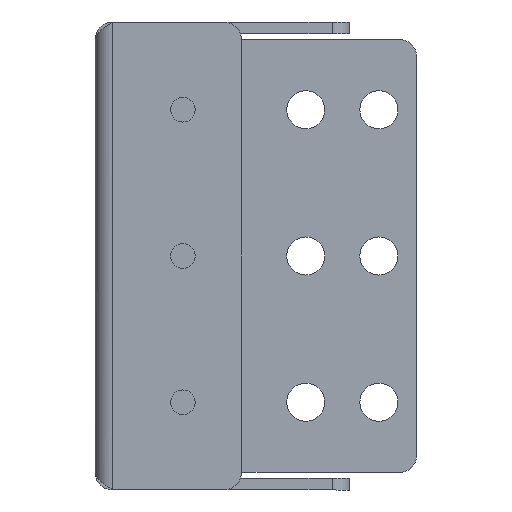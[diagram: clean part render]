
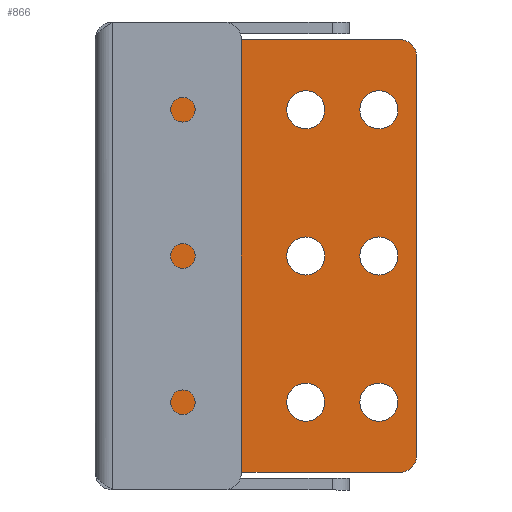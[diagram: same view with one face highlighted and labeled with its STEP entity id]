
A CAD part, left-side view. The second image highlights one B-rep face of the part: STEP entity #866.
In plain terms, the highlighted planar face has unit normal (-1, 0, 0).
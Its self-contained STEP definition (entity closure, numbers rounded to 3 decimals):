
#21 = VERTEX_POINT ( 'NONE', #1655 ) ;
#25 = CARTESIAN_POINT ( 'NONE',  ( 48., -52., 34. ) ) ;
#142 = CARTESIAN_POINT ( 'NONE',  ( 48., -36., -25. ) ) ;
#146 = DIRECTION ( 'NONE',  ( 0., 1., 0. ) ) ;
#177 = DIRECTION ( 'NONE',  ( -1., 0., 0. ) ) ;
#202 = LINE ( 'NONE', #2628, #1788 ) ;
#232 = ORIENTED_EDGE ( 'NONE', *, *, #2055, .F. ) ;
#246 = DIRECTION ( 'NONE',  ( -1., 0., 0. ) ) ;
#309 = EDGE_CURVE ( 'NONE', #1065, #1065, #1446, .T. ) ;
#317 = ORIENTED_EDGE ( 'NONE', *, *, #2138, .T. ) ;
#324 = EDGE_CURVE ( 'NONE', #592, #592, #2598, .T. ) ;
#347 = EDGE_LOOP ( 'NONE', ( #317, #2323, #2319, #1027, #1369, #853 ) ) ;
#360 = DIRECTION ( 'NONE',  ( 0., -1., 0. ) ) ;
#519 = EDGE_CURVE ( 'NONE', #2957, #2957, #1054, .T. ) ;
#592 = VERTEX_POINT ( 'NONE', #2708 ) ;
#595 = AXIS2_PLACEMENT_3D ( 'NONE', #25, #2633, #1465 ) ;
#598 = VERTEX_POINT ( 'NONE', #2529 ) ;
#615 = EDGE_CURVE ( 'NONE', #2970, #2970, #1602, .T. ) ;
#627 = CARTESIAN_POINT ( 'NONE',  ( 48., -36., 0. ) ) ;
#690 = EDGE_LOOP ( 'NONE', ( #1102 ) ) ;
#739 = DIRECTION ( 'NONE',  ( 0., 1., 0. ) ) ;
#799 = AXIS2_PLACEMENT_3D ( 'NONE', #2278, #1355, #2541 ) ;
#803 = EDGE_LOOP ( 'NONE', ( #1878 ) ) ;
#842 = CARTESIAN_POINT ( 'NONE',  ( 48., -51.75, 0. ) ) ;
#853 = ORIENTED_EDGE ( 'NONE', *, *, #1149, .F. ) ;
#866 = ADVANCED_FACE ( 'NONE', ( #2107, #1659, #1896, #1189, #2870, #3057, #2152 ), #1209, .F. ) ;
#898 = AXIS2_PLACEMENT_3D ( 'NONE', #914, #1864, #739 ) ;
#914 = CARTESIAN_POINT ( 'NONE',  ( 48., 0., 0. ) ) ;
#936 = EDGE_CURVE ( 'NONE', #598, #21, #2563, .T. ) ;
#958 = EDGE_LOOP ( 'NONE', ( #2540 ) ) ;
#981 = DIRECTION ( 'NONE',  ( 0., -1., 0. ) ) ;
#995 = VECTOR ( 'NONE', #2324, 1000. ) ;
#996 = CIRCLE ( 'NONE', #2793, 3. ) ;
#1027 = ORIENTED_EDGE ( 'NONE', *, *, #2662, .T. ) ;
#1030 = VERTEX_POINT ( 'NONE', #1747 ) ;
#1039 = ORIENTED_EDGE ( 'NONE', *, *, #519, .F. ) ;
#1049 = CIRCLE ( 'NONE', #1194, 3.25 ) ;
#1054 = CIRCLE ( 'NONE', #1746, 3.25 ) ;
#1065 = VERTEX_POINT ( 'NONE', #842 ) ;
#1097 = CARTESIAN_POINT ( 'NONE',  ( 48., -48.5, 0. ) ) ;
#1102 = ORIENTED_EDGE ( 'NONE', *, *, #615, .F. ) ;
#1148 = AXIS2_PLACEMENT_3D ( 'NONE', #1097, #2003, #2958 ) ;
#1149 = EDGE_CURVE ( 'NONE', #2465, #1835, #1304, .T. ) ;
#1161 = DIRECTION ( 'NONE',  ( -1., 0., 0. ) ) ;
#1189 = FACE_BOUND ( 'NONE', #803, .T. ) ;
#1194 = AXIS2_PLACEMENT_3D ( 'NONE', #2179, #2148, #1638 ) ;
#1209 = PLANE ( 'NONE',  #898 ) ;
#1247 = CARTESIAN_POINT ( 'NONE',  ( 48., -3., -37. ) ) ;
#1296 = CARTESIAN_POINT ( 'NONE',  ( 48., -51.75, -25. ) ) ;
#1304 = LINE ( 'NONE', #1247, #1452 ) ;
#1355 = DIRECTION ( 'NONE',  ( -1., 0., 0. ) ) ;
#1369 = ORIENTED_EDGE ( 'NONE', *, *, #2472, .T. ) ;
#1392 = CIRCLE ( 'NONE', #2547, 3.25 ) ;
#1436 = DIRECTION ( 'NONE',  ( 0., 1., 0. ) ) ;
#1446 = CIRCLE ( 'NONE', #1148, 3.25 ) ;
#1452 = VECTOR ( 'NONE', #2260, 1000. ) ;
#1465 = DIRECTION ( 'NONE',  ( 0., 1., 0. ) ) ;
#1602 = CIRCLE ( 'NONE', #799, 3.25 ) ;
#1638 = DIRECTION ( 'NONE',  ( 0., -1., 0. ) ) ;
#1655 = CARTESIAN_POINT ( 'NONE',  ( 48., -55., -34. ) ) ;
#1656 = DIRECTION ( 'NONE',  ( 0., -1., 0. ) ) ;
#1659 = FACE_BOUND ( 'NONE', #690, .T. ) ;
#1737 = ORIENTED_EDGE ( 'NONE', *, *, #309, .F. ) ;
#1746 = AXIS2_PLACEMENT_3D ( 'NONE', #1920, #246, #981 ) ;
#1747 = CARTESIAN_POINT ( 'NONE',  ( 48., -39.25, 0. ) ) ;
#1776 = CARTESIAN_POINT ( 'NONE',  ( 48., -39.25, 25. ) ) ;
#1777 = DIRECTION ( 'NONE',  ( -1., 0., 0. ) ) ;
#1788 = VECTOR ( 'NONE', #1436, 1000. ) ;
#1835 = VERTEX_POINT ( 'NONE', #2969 ) ;
#1836 = CARTESIAN_POINT ( 'NONE',  ( 48., -55., 37. ) ) ;
#1864 = DIRECTION ( 'NONE',  ( 1., 0., 0. ) ) ;
#1873 = CARTESIAN_POINT ( 'NONE',  ( 48., -52., -37. ) ) ;
#1878 = ORIENTED_EDGE ( 'NONE', *, *, #2832, .F. ) ;
#1896 = FACE_OUTER_BOUND ( 'NONE', #347, .T. ) ;
#1920 = CARTESIAN_POINT ( 'NONE',  ( 48., -48.5, -25. ) ) ;
#1978 = VERTEX_POINT ( 'NONE', #3089 ) ;
#2003 = DIRECTION ( 'NONE',  ( -1., 0., 0. ) ) ;
#2055 = EDGE_CURVE ( 'NONE', #2487, #2487, #1049, .T. ) ;
#2107 = FACE_BOUND ( 'NONE', #2728, .T. ) ;
#2138 = EDGE_CURVE ( 'NONE', #2465, #2477, #2414, .T. ) ;
#2148 = DIRECTION ( 'NONE',  ( -1., 0., 0. ) ) ;
#2152 = FACE_BOUND ( 'NONE', #2869, .T. ) ;
#2179 = CARTESIAN_POINT ( 'NONE',  ( 48., -48.5, 25. ) ) ;
#2222 = CARTESIAN_POINT ( 'NONE',  ( 48., -51.75, 25. ) ) ;
#2260 = DIRECTION ( 'NONE',  ( 0., 0., 1. ) ) ;
#2278 = CARTESIAN_POINT ( 'NONE',  ( 48., -36., 25. ) ) ;
#2287 = CARTESIAN_POINT ( 'NONE',  ( 48., -3., -37. ) ) ;
#2319 = ORIENTED_EDGE ( 'NONE', *, *, #936, .F. ) ;
#2323 = ORIENTED_EDGE ( 'NONE', *, *, #2913, .T. ) ;
#2324 = DIRECTION ( 'NONE',  ( 0., 0., -1. ) ) ;
#2365 = CARTESIAN_POINT ( 'NONE',  ( 48., 0., -37. ) ) ;
#2414 = LINE ( 'NONE', #2365, #2691 ) ;
#2465 = VERTEX_POINT ( 'NONE', #2287 ) ;
#2467 = EDGE_LOOP ( 'NONE', ( #1737 ) ) ;
#2472 = EDGE_CURVE ( 'NONE', #1978, #1835, #202, .T. ) ;
#2477 = VERTEX_POINT ( 'NONE', #1873 ) ;
#2487 = VERTEX_POINT ( 'NONE', #2222 ) ;
#2525 = CARTESIAN_POINT ( 'NONE',  ( 48., -52., -34. ) ) ;
#2529 = CARTESIAN_POINT ( 'NONE',  ( 48., -55., 34. ) ) ;
#2540 = ORIENTED_EDGE ( 'NONE', *, *, #324, .F. ) ;
#2541 = DIRECTION ( 'NONE',  ( 0., -1., 0. ) ) ;
#2547 = AXIS2_PLACEMENT_3D ( 'NONE', #627, #1161, #2585 ) ;
#2563 = LINE ( 'NONE', #1836, #995 ) ;
#2585 = DIRECTION ( 'NONE',  ( 0., -1., 0. ) ) ;
#2598 = CIRCLE ( 'NONE', #2900, 3.25 ) ;
#2628 = CARTESIAN_POINT ( 'NONE',  ( 48., 0., 37. ) ) ;
#2633 = DIRECTION ( 'NONE',  ( -1., 0., 0. ) ) ;
#2662 = EDGE_CURVE ( 'NONE', #598, #1978, #3044, .T. ) ;
#2691 = VECTOR ( 'NONE', #1656, 1000. ) ;
#2708 = CARTESIAN_POINT ( 'NONE',  ( 48., -39.25, -25. ) ) ;
#2728 = EDGE_LOOP ( 'NONE', ( #232 ) ) ;
#2793 = AXIS2_PLACEMENT_3D ( 'NONE', #2525, #177, #146 ) ;
#2832 = EDGE_CURVE ( 'NONE', #1030, #1030, #1392, .T. ) ;
#2869 = EDGE_LOOP ( 'NONE', ( #1039 ) ) ;
#2870 = FACE_BOUND ( 'NONE', #2467, .T. ) ;
#2900 = AXIS2_PLACEMENT_3D ( 'NONE', #142, #1777, #360 ) ;
#2913 = EDGE_CURVE ( 'NONE', #2477, #21, #996, .T. ) ;
#2957 = VERTEX_POINT ( 'NONE', #1296 ) ;
#2958 = DIRECTION ( 'NONE',  ( 0., -1., 0. ) ) ;
#2969 = CARTESIAN_POINT ( 'NONE',  ( 48., -3., 37. ) ) ;
#2970 = VERTEX_POINT ( 'NONE', #1776 ) ;
#3044 = CIRCLE ( 'NONE', #595, 3. ) ;
#3057 = FACE_BOUND ( 'NONE', #958, .T. ) ;
#3089 = CARTESIAN_POINT ( 'NONE',  ( 48., -52., 37. ) ) ;
